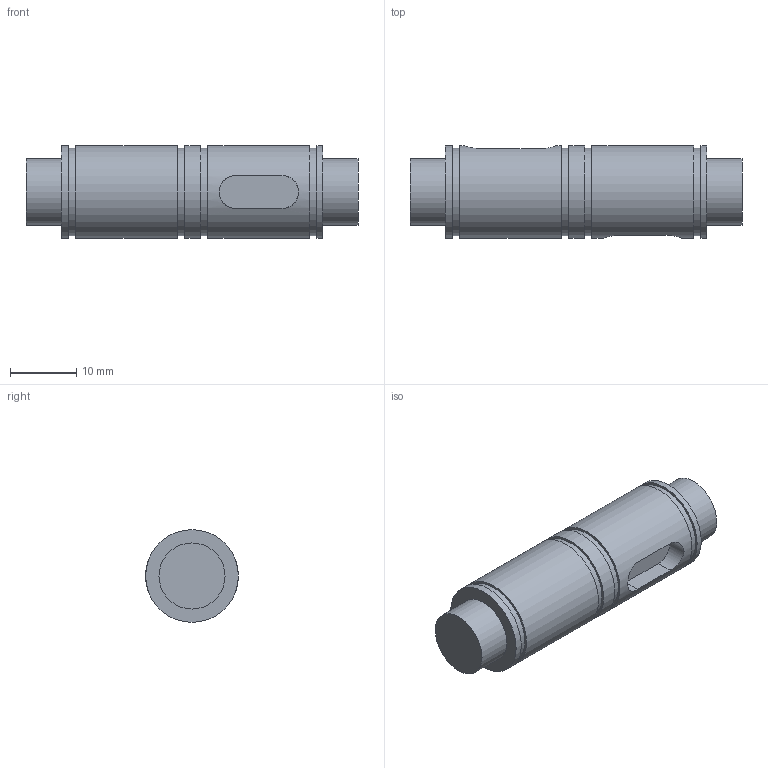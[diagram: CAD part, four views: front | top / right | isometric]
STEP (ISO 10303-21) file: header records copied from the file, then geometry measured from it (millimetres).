
FILE_DESCRIPTION(/* description */ (''),/* implementation_level */ '2;1');
FILE_NAME(/* name */ '轴1.stp',/* time_stamp */ '2019-11-15T20:26:56+08:00',/* author */ ('Mark'),/* organization */ (''),/* preprocessor_version */ 'ST-DEVELOPER v17',/* originating_system */ 'Autodesk Inventor 2019',/* authorisation */ '');
FILE_SCHEMA (('AUTOMOTIVE_DESIGN { 1 0 10303 214 3 1 1 }'));
Length unit declared in the file: millimetre
Products named in the file (1): Gearbox Axle 1
Bounding box: 50.2 x 14 x 14 mm (x, y, z)
Volume: 6553.6 mm3; surface area: 2642 mm2
Topology: 1 solids, 1 shells, 33 faces, 82 edges, 62 vertices
Faces by surface type: plane 18, cylinder 15
Full cylindrical faces by diameter (mm): 10 x2, 13.3 x4, 14 x5
Entity records: 1137 total; most frequent: CARTESIAN_POINT 248, DIRECTION 192, ORIENTED_EDGE 164, EDGE_CURVE 82, AXIS2_PLACEMENT_3D 82, VERTEX_POINT 62, CIRCLE 48, EDGE_LOOP 44
